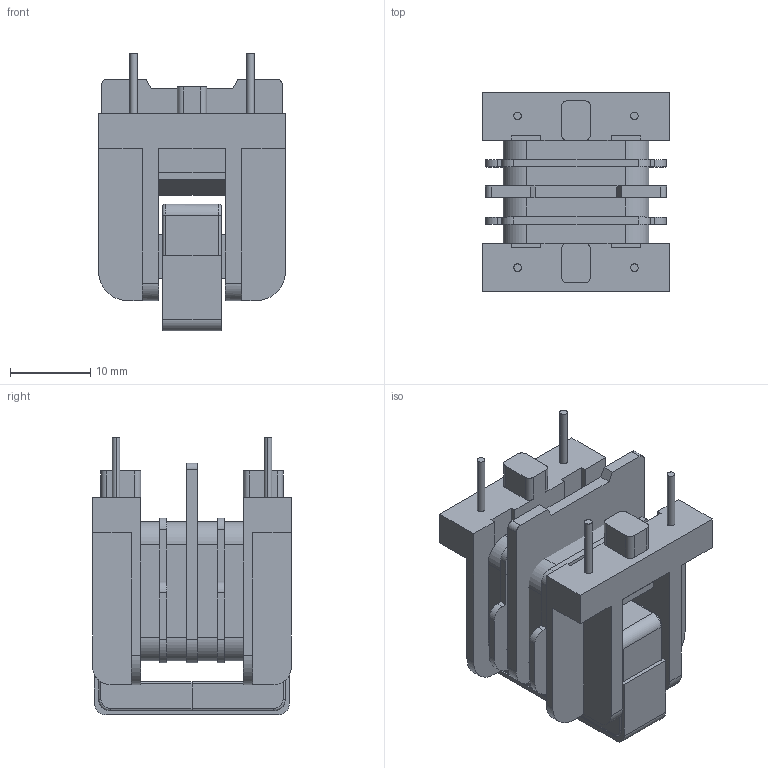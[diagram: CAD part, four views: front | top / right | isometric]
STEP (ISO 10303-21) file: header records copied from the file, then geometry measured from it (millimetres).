
FILE_DESCRIPTION(('FreeCAD Model'),'2;1');
FILE_NAME('Open CASCADE Shape Model','2025-04-29T10:15:12',('FreeCAD'),( 'FreeCAD'),'Open CASCADE STEP processor 7.6','FreeCAD','Unknown');
FILE_SCHEMA(('AUTOMOTIVE_DESIGN { 1 0 10303 214 1 1 1 1 }'));
Length unit declared in the file: millimetre
Products named in the file (1): Open CASCADE STEP translator 7.6 1
Bounding box: 23.25 x 24.7 x 34.58 mm (x, y, z)
Volume: 9257.3 mm3; surface area: 10408.2 mm2
Topology: 5 solids, 5 shells, 501 faces, 1385 edges, 918 vertices
Faces by surface type: bspline 501
Entity records: 17639 total; most frequent: CARTESIAN_POINT 9325, ORIENTED_EDGE 2770, EDGE_CURVE 1385, B_SPLINE_CURVE_WITH_KNOTS 1235, VERTEX_POINT 918, FACE_BOUND 529, EDGE_LOOP 529, ADVANCED_FACE 501
